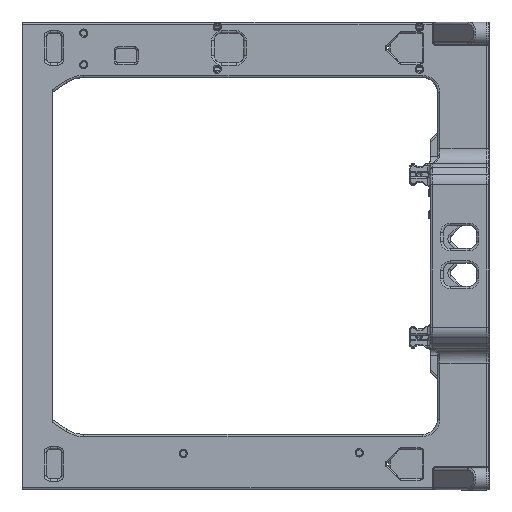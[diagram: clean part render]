
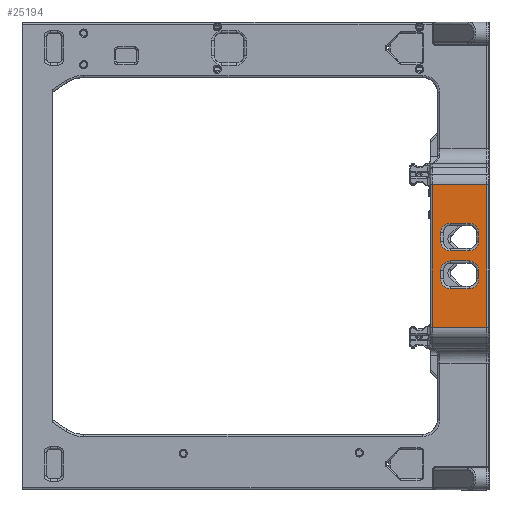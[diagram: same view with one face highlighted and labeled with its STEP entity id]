
A CAD part, front view. The second image highlights one B-rep face of the part: STEP entity #25194.
In plain terms, the highlighted planar face has unit normal (0, -1, 0).
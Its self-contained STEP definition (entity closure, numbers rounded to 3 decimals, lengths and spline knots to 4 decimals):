
#596=FACE_BOUND('',#4338,.T.);
#597=FACE_BOUND('',#4339,.T.);
#1230=PLANE('',#27898);
#2750=FACE_OUTER_BOUND('',#4337,.T.);
#4337=EDGE_LOOP('',(#21497,#21498,#21499,#21500));
#4338=EDGE_LOOP('',(#21501,#21502,#21503,#21504,#21505,#21506,#21507,#21508));
#4339=EDGE_LOOP('',(#21509,#21510,#21511,#21512,#21513,#21514,#21515,#21516));
#5061=LINE('',#38526,#6848);
#5729=LINE('',#44919,#7516);
#5731=LINE('',#44930,#7518);
#5733=LINE('',#44942,#7520);
#5734=LINE('',#44951,#7521);
#5745=LINE('',#45006,#7532);
#5747=LINE('',#45017,#7534);
#5749=LINE('',#45029,#7536);
#5750=LINE('',#45038,#7537);
#6186=LINE('',#48917,#7973);
#6187=LINE('',#48921,#7974);
#6188=LINE('',#48922,#7975);
#6848=VECTOR('',#29709,0.3937);
#7516=VECTOR('',#32547,0.3937);
#7518=VECTOR('',#32561,0.3937);
#7520=VECTOR('',#32575,0.3937);
#7521=VECTOR('',#32588,0.3937);
#7532=VECTOR('',#32665,0.3937);
#7534=VECTOR('',#32679,0.3937);
#7536=VECTOR('',#32693,0.3937);
#7537=VECTOR('',#32706,0.3937);
#7973=VECTOR('',#34736,0.3937);
#7974=VECTOR('',#34741,0.3937);
#7975=VECTOR('',#34742,0.3937);
#8963=CIRCLE('',#27034,0.33);
#8967=CIRCLE('',#27040,0.33);
#8971=CIRCLE('',#27046,0.33);
#8973=CIRCLE('',#27050,0.33);
#8991=CIRCLE('',#27085,0.33);
#8995=CIRCLE('',#27091,0.33);
#8999=CIRCLE('',#27097,0.33);
#9001=CIRCLE('',#27101,0.33);
#10220=VERTEX_POINT('',#38518);
#10222=VERTEX_POINT('',#38524);
#11078=VERTEX_POINT('',#44916);
#11079=VERTEX_POINT('',#44918);
#11080=VERTEX_POINT('',#44922);
#11082=VERTEX_POINT('',#44928);
#11084=VERTEX_POINT('',#44934);
#11086=VERTEX_POINT('',#44940);
#11087=VERTEX_POINT('',#44945);
#11088=VERTEX_POINT('',#44949);
#11098=VERTEX_POINT('',#45003);
#11099=VERTEX_POINT('',#45005);
#11100=VERTEX_POINT('',#45009);
#11102=VERTEX_POINT('',#45015);
#11104=VERTEX_POINT('',#45021);
#11106=VERTEX_POINT('',#45027);
#11107=VERTEX_POINT('',#45032);
#11108=VERTEX_POINT('',#45036);
#11565=VERTEX_POINT('',#48916);
#11566=VERTEX_POINT('',#48920);
#12634=EDGE_CURVE('',#10222,#10220,#5061,.T.);
#14036=EDGE_CURVE('',#11078,#11079,#5729,.T.);
#14039=EDGE_CURVE('',#11080,#11078,#8963,.T.);
#14042=EDGE_CURVE('',#11082,#11080,#5731,.T.);
#14045=EDGE_CURVE('',#11084,#11082,#8967,.T.);
#14048=EDGE_CURVE('',#11086,#11084,#5733,.T.);
#14051=EDGE_CURVE('',#11087,#11086,#8971,.T.);
#14053=EDGE_CURVE('',#11088,#11087,#5734,.T.);
#14054=EDGE_CURVE('',#11079,#11088,#8973,.T.);
#14080=EDGE_CURVE('',#11098,#11099,#5745,.T.);
#14083=EDGE_CURVE('',#11100,#11098,#8991,.T.);
#14086=EDGE_CURVE('',#11102,#11100,#5747,.T.);
#14089=EDGE_CURVE('',#11104,#11102,#8995,.T.);
#14092=EDGE_CURVE('',#11106,#11104,#5749,.T.);
#14095=EDGE_CURVE('',#11107,#11106,#8999,.T.);
#14097=EDGE_CURVE('',#11108,#11107,#5750,.T.);
#14098=EDGE_CURVE('',#11099,#11108,#9001,.T.);
#14990=EDGE_CURVE('',#10220,#11565,#6186,.T.);
#14992=EDGE_CURVE('',#11566,#10222,#6187,.T.);
#14993=EDGE_CURVE('',#11565,#11566,#6188,.T.);
#21497=ORIENTED_EDGE('',*,*,#12634,.F.);
#21498=ORIENTED_EDGE('',*,*,#14992,.F.);
#21499=ORIENTED_EDGE('',*,*,#14993,.F.);
#21500=ORIENTED_EDGE('',*,*,#14990,.F.);
#21501=ORIENTED_EDGE('',*,*,#14054,.F.);
#21502=ORIENTED_EDGE('',*,*,#14036,.F.);
#21503=ORIENTED_EDGE('',*,*,#14039,.F.);
#21504=ORIENTED_EDGE('',*,*,#14042,.F.);
#21505=ORIENTED_EDGE('',*,*,#14045,.F.);
#21506=ORIENTED_EDGE('',*,*,#14048,.F.);
#21507=ORIENTED_EDGE('',*,*,#14051,.F.);
#21508=ORIENTED_EDGE('',*,*,#14053,.F.);
#21509=ORIENTED_EDGE('',*,*,#14098,.F.);
#21510=ORIENTED_EDGE('',*,*,#14080,.F.);
#21511=ORIENTED_EDGE('',*,*,#14083,.F.);
#21512=ORIENTED_EDGE('',*,*,#14086,.F.);
#21513=ORIENTED_EDGE('',*,*,#14089,.F.);
#21514=ORIENTED_EDGE('',*,*,#14092,.F.);
#21515=ORIENTED_EDGE('',*,*,#14095,.F.);
#21516=ORIENTED_EDGE('',*,*,#14097,.F.);
#25194=ADVANCED_FACE('',(#2750,#596,#597),#1230,.T.);
#27034=AXIS2_PLACEMENT_3D('',#44924,#32554,#32555);
#27040=AXIS2_PLACEMENT_3D('',#44936,#32568,#32569);
#27046=AXIS2_PLACEMENT_3D('',#44947,#32582,#32583);
#27050=AXIS2_PLACEMENT_3D('',#44953,#32591,#32592);
#27085=AXIS2_PLACEMENT_3D('',#45011,#32672,#32673);
#27091=AXIS2_PLACEMENT_3D('',#45023,#32686,#32687);
#27097=AXIS2_PLACEMENT_3D('',#45034,#32700,#32701);
#27101=AXIS2_PLACEMENT_3D('',#45040,#32709,#32710);
#27898=AXIS2_PLACEMENT_3D('',#48919,#34739,#34740);
#29709=DIRECTION('',(0.,0.,1.));
#32547=DIRECTION('',(1.,0.,0.));
#32554=DIRECTION('center_axis',(0.,-1.,0.));
#32555=DIRECTION('ref_axis',(-0.707,0.,-0.707));
#32561=DIRECTION('',(0.,0.,-1.));
#32568=DIRECTION('center_axis',(0.,-1.,0.));
#32569=DIRECTION('ref_axis',(-0.707,0.,0.707));
#32575=DIRECTION('',(-1.,0.,0.));
#32582=DIRECTION('center_axis',(0.,-1.,0.));
#32583=DIRECTION('ref_axis',(0.707,0.,0.707));
#32588=DIRECTION('',(0.,0.,1.));
#32591=DIRECTION('center_axis',(0.,-1.,0.));
#32592=DIRECTION('ref_axis',(0.707,0.,-0.707));
#32665=DIRECTION('',(1.,0.,0.));
#32672=DIRECTION('center_axis',(0.,-1.,0.));
#32673=DIRECTION('ref_axis',(-0.707,0.,-0.707));
#32679=DIRECTION('',(0.,0.,-1.));
#32686=DIRECTION('center_axis',(0.,-1.,0.));
#32687=DIRECTION('ref_axis',(-0.707,0.,0.707));
#32693=DIRECTION('',(-1.,0.,0.));
#32700=DIRECTION('center_axis',(0.,-1.,0.));
#32701=DIRECTION('ref_axis',(0.707,0.,0.707));
#32706=DIRECTION('',(0.,0.,1.));
#32709=DIRECTION('center_axis',(0.,-1.,0.));
#32710=DIRECTION('ref_axis',(0.707,0.,-0.707));
#34736=DIRECTION('',(1.,0.,0.));
#34739=DIRECTION('center_axis',(0.,-1.,0.));
#34740=DIRECTION('ref_axis',(0.,0.,
-1.));
#34741=DIRECTION('',(-1.,0.,0.));
#34742=DIRECTION('',(0.,0.,-1.));
#38518=CARTESIAN_POINT('',(13.485,-3.5276,-4.0069));
#38524=CARTESIAN_POINT('',(13.485,-3.5276,-8.8117));
#38526=CARTESIAN_POINT('',(13.485,-3.5276,-7.9641));
#44916=CARTESIAN_POINT('',(14.0925,-3.5276,-7.5127));
#44918=CARTESIAN_POINT('',(14.7175,-3.5276,-7.5127));
#44919=CARTESIAN_POINT('',(14.6863,-3.5276,-7.5127));
#44922=CARTESIAN_POINT('',(13.7625,-3.5276,-7.1827));
#44924=CARTESIAN_POINT('Origin',(14.0925,-3.5276,-7.1827));
#44928=CARTESIAN_POINT('',(13.7625,-3.5276,-6.9093));
#44930=CARTESIAN_POINT('',(13.7625,-3.5276,-6.921));
#44934=CARTESIAN_POINT('',(14.0925,-3.5276,-6.5793));
#44936=CARTESIAN_POINT('Origin',(14.0925,-3.5276,-6.9093));
#44940=CARTESIAN_POINT('',(14.7175,-3.5276,-6.5793));
#44942=CARTESIAN_POINT('',(14.1238,-3.5276,-6.5793));
#44945=CARTESIAN_POINT('',(15.0475,-3.5276,-6.9093));
#44947=CARTESIAN_POINT('Origin',(14.7175,-3.5276,-6.9093));
#44949=CARTESIAN_POINT('',(15.0475,-3.5276,-7.1827));
#44951=CARTESIAN_POINT('',(15.0475,-3.5276,-6.5343));
#44953=CARTESIAN_POINT('Origin',(14.7175,-3.5276,-7.1827));
#45003=CARTESIAN_POINT('',(14.0925,-3.5276,-6.2393));
#45005=CARTESIAN_POINT('',(14.7175,-3.5276,-6.2393));
#45006=CARTESIAN_POINT('',(14.6863,-3.5276,-6.2393));
#45009=CARTESIAN_POINT('',(13.7625,-3.5276,-5.9093));
#45011=CARTESIAN_POINT('Origin',(14.0925,-3.5276,-5.9093));
#45015=CARTESIAN_POINT('',(13.7625,-3.5276,-5.6359));
#45017=CARTESIAN_POINT('',(13.7625,-3.5276,-6.2843));
#45021=CARTESIAN_POINT('',(14.0925,-3.5276,-5.3059));
#45023=CARTESIAN_POINT('Origin',(14.0925,-3.5276,-5.6359));
#45027=CARTESIAN_POINT('',(14.7175,-3.5276,-5.3059));
#45029=CARTESIAN_POINT('',(14.1238,-3.5276,-5.3059));
#45032=CARTESIAN_POINT('',(15.0475,-3.5276,-5.6359));
#45034=CARTESIAN_POINT('Origin',(14.7175,-3.5276,-5.6359));
#45036=CARTESIAN_POINT('',(15.0475,-3.5276,-5.9093));
#45038=CARTESIAN_POINT('',(15.0475,-3.5276,-5.8976));
#45040=CARTESIAN_POINT('Origin',(14.7175,-3.5276,-5.9093));
#48916=CARTESIAN_POINT('',(15.3128,-3.5276,-4.0069));
#48917=CARTESIAN_POINT('',(14.155,-3.5276,-4.0069));
#48919=CARTESIAN_POINT('Origin',(14.405,-3.5276,-6.4093));
#48920=CARTESIAN_POINT('',(15.3128,-3.5276,-8.8117));
#48921=CARTESIAN_POINT('',(14.655,-3.5276,-8.8117));
#48922=CARTESIAN_POINT('',(15.3128,-3.5276,-6.41));
